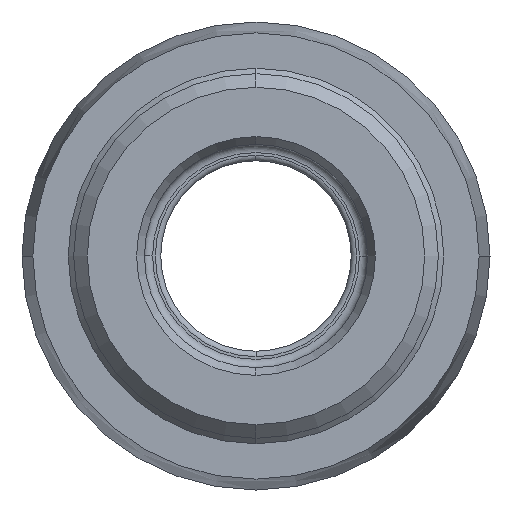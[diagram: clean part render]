
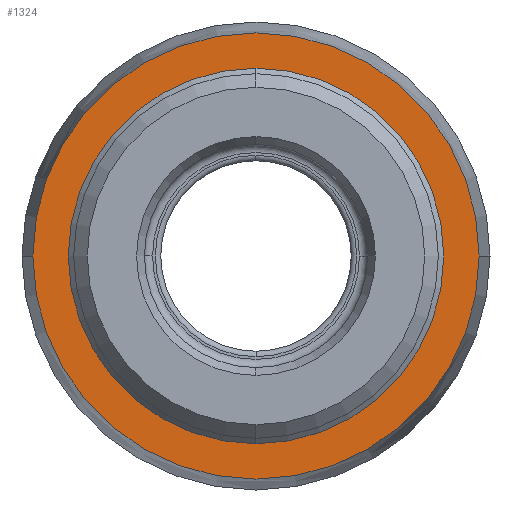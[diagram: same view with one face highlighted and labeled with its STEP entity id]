
A CAD part, left-side view. The second image highlights one B-rep face of the part: STEP entity #1324.
In plain terms, the highlighted planar face has unit normal (-1, 0, 0).
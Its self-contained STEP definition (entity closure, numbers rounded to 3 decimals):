
#119=CARTESIAN_POINT('',(-14.2,0.,0.));
#120=DIRECTION('',(-1.,0.,0.));
#121=DIRECTION('',(0.,1.,0.));
#122=AXIS2_PLACEMENT_3D('',#119,#120,#121);
#124=CARTESIAN_POINT('',(-14.2,0.,0.));
#125=DIRECTION('',(1.,0.,0.));
#126=DIRECTION('',(0.,1.,0.));
#127=AXIS2_PLACEMENT_3D('',#124,#125,#126);
#129=CARTESIAN_POINT('',(-14.2,0.,0.));
#130=DIRECTION('',(-1.,0.,0.));
#131=DIRECTION('',(0.,0.,-1.));
#132=AXIS2_PLACEMENT_3D('',#129,#130,#131);
#134=CARTESIAN_POINT('',(-14.2,0.,0.));
#135=DIRECTION('',(-1.,0.,0.));
#136=DIRECTION('',(0.,0.,1.));
#137=AXIS2_PLACEMENT_3D('',#134,#135,#136);
#917=CARTESIAN_POINT('',(-14.2,8.2,0.));
#919=VERTEX_POINT('',#917);
#921=CARTESIAN_POINT('',(-14.2,-8.2,0.));
#923=VERTEX_POINT('',#921);
#1048=CARTESIAN_POINT('',(-14.2,0.,-6.9));
#1049=CARTESIAN_POINT('',(-14.2,0.,6.9));
#1050=VERTEX_POINT('',#1048);
#1051=VERTEX_POINT('',#1049);
#1309=CARTESIAN_POINT('',(-14.2,0.,0.));
#1310=DIRECTION('',(1.,0.,0.));
#1311=DIRECTION('',(0.,-1.,0.));
#1312=AXIS2_PLACEMENT_3D('',#1309,#1310,#1311);
#1313=PLANE('',#1312);
#1314=ORIENTED_EDGE('',*,*,#1302,.F.);
#1315=ORIENTED_EDGE('',*,*,#1291,.T.);
#1316=EDGE_LOOP('',(#1314,#1315));
#1317=FACE_OUTER_BOUND('',#1316,.F.);
#1319=ORIENTED_EDGE('',*,*,#1318,.T.);
#1321=ORIENTED_EDGE('',*,*,#1320,.T.);
#1322=EDGE_LOOP('',(#1319,#1321));
#1323=FACE_BOUND('',#1322,.F.);
#1324=ADVANCED_FACE('',(#1317,#1323),#1313,.F.);
#123=CIRCLE('',#122,8.2);
#128=CIRCLE('',#127,8.2);
#133=CIRCLE('',#132,6.9);
#138=CIRCLE('',#137,6.9);
#1291=EDGE_CURVE('',#919,#923,#128,.T.);
#1302=EDGE_CURVE('',#919,#923,#123,.T.);
#1318=EDGE_CURVE('',#1050,#1051,#133,.T.);
#1320=EDGE_CURVE('',#1051,#1050,#138,.T.);
